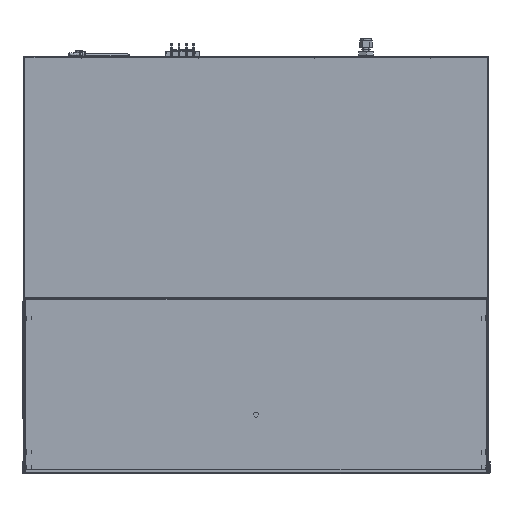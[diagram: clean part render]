
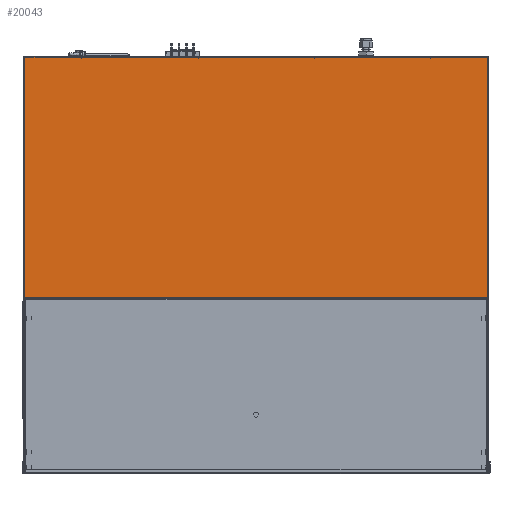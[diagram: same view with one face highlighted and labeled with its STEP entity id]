
A CAD part, front view. The second image highlights one B-rep face of the part: STEP entity #20043.
In plain terms, the highlighted free-form (B-spline) face has degree [1, 1] with [2, 2] control points.
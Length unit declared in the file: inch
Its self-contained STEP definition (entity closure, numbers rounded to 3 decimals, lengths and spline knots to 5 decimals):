
#19839=CARTESIAN_POINT('V770',(-8.03958,-1.65742,
   -12.042));
#19840=VERTEX_POINT('V770',#19839);
#19855=CARTESIAN_POINT('V771',(-8.71158,-1.65742,
   -12.042));
#19856=VERTEX_POINT('V771',#19855);
#19862=CARTESIAN_POINT('E1205',(-8.71158,
   -1.65742,-12.042));
#19863=CARTESIAN_POINT('E1205',(-8.03958,
   -1.65742,-12.042));
#19864=QUASI_UNIFORM_CURVE('E1205',1,(#19862,#19863),.POLYLINE_FORM.,
   .F.,.U.);
#19865=EDGE_CURVE('E1205',#19856,#19840,#19864,.T.);
#19875=CARTESIAN_POINT('V769',(-8.03958,-1.65742,
   -24.494));
#19876=VERTEX_POINT('V769',#19875);
#19890=CARTESIAN_POINT('E1204',(-8.03958,
   -1.65742,-12.042));
#19891=CARTESIAN_POINT('E1204',(-8.03958,
   -1.65742,-24.494));
#19892=QUASI_UNIFORM_CURVE('E1204',1,(#19890,#19891),.POLYLINE_FORM.,
   .F.,.U.);
#19893=EDGE_CURVE('E1204',#19840,#19876,#19892,.T.);
#19903=CARTESIAN_POINT('V768',(-31.95558,
   -1.65742,-24.494));
#19904=VERTEX_POINT('V768',#19903);
#19918=CARTESIAN_POINT('E1203',(-8.03958,
   -1.65742,-24.494));
#19919=CARTESIAN_POINT('E1203',(-31.95558,
   -1.65742,-24.494));
#19920=QUASI_UNIFORM_CURVE('E1203',1,(#19918,#19919),.POLYLINE_FORM.,
   .F.,.U.);
#19921=EDGE_CURVE('E1203',#19876,#19904,#19920,.T.);
#19931=CARTESIAN_POINT('V767',(-31.95558,
   -1.65742,-12.042));
#19932=VERTEX_POINT('V767',#19931);
#19946=CARTESIAN_POINT('E1202',(-31.95558,
   -1.65742,-24.494));
#19947=CARTESIAN_POINT('E1202',(-31.95558,
   -1.65742,-12.042));
#19948=QUASI_UNIFORM_CURVE('E1202',1,(#19946,#19947),.POLYLINE_FORM.,
   .F.,.U.);
#19949=EDGE_CURVE('E1202',#19904,#19932,#19948,.T.);
#19961=CARTESIAN_POINT('V766',(-31.28358,
   -1.65742,-12.042));
#19962=VERTEX_POINT('V766',#19961);
#19974=CARTESIAN_POINT('E1201',(-31.95558,
   -1.65742,-12.042));
#19975=CARTESIAN_POINT('E1201',(-31.28358,
   -1.65742,-12.042));
#19976=QUASI_UNIFORM_CURVE('E1201',1,(#19974,#19975),.POLYLINE_FORM.,
   .F.,.U.);
#19977=EDGE_CURVE('E1201',#19932,#19962,#19976,.T.);
#19987=CARTESIAN_POINT('V765',(-31.28358,
   -1.65742,-12.098));
#19988=VERTEX_POINT('V765',#19987);
#20010=CARTESIAN_POINT('E1200',(-31.28358,
   -1.65742,-12.042));
#20011=CARTESIAN_POINT('E1200',(-31.28358,
   -1.65742,-12.098));
#20012=QUASI_UNIFORM_CURVE('E1200',1,(#20010,#20011),.POLYLINE_FORM.,
   .F.,.U.);
#20013=EDGE_CURVE('E1200',#19962,#19988,#20012,.T.);
#20018=CARTESIAN_POINT('F480',(-31.95676,
   -1.65742,-24.49518));
#20019=CARTESIAN_POINT('F480',(-31.95676,
   -1.65742,-12.04082));
#20020=CARTESIAN_POINT('F480',(-8.0384,-1.65742,
   -24.49518));
#20021=CARTESIAN_POINT('F480',(-8.0384,-1.65742,
   -12.04082));
#20022=B_SPLINE_SURFACE_WITH_KNOTS('F480',1,1,((#20018,#20020),(
   #20019,#20021)),.PLANE_SURF.,.F.,.F.,.U.,(2,2),(2,2),(0.0,1.0),
   (0.0,1.92048),.UNSPECIFIED.);
#20023=ORIENTED_EDGE('F528',*,*,#20013,.F.);
#20024=ORIENTED_EDGE('F522',*,*,#19977,.F.);
#20025=ORIENTED_EDGE('F523',*,*,#19949,.F.);
#20026=ORIENTED_EDGE('F524',*,*,#19921,.F.);
#20027=ORIENTED_EDGE('F525',*,*,#19893,.F.);
#20028=ORIENTED_EDGE('F526',*,*,#19865,.F.);
#20029=CARTESIAN_POINT('V764',(-8.71158,-1.65742,
   -12.098));
#20030=VERTEX_POINT('V764',#20029);
#20031=CARTESIAN_POINT('E1206',(-8.71158,
   -1.65742,-12.098));
#20032=CARTESIAN_POINT('E1206',(-8.71158,
   -1.65742,-12.042));
#20033=QUASI_UNIFORM_CURVE('E1206',1,(#20031,#20032),.POLYLINE_FORM.,
   .F.,.U.);
#20034=EDGE_CURVE('E1206',#20030,#19856,#20033,.T.);
#20035=ORIENTED_EDGE('E1206',*,*,#20034,.F.);
#20036=CARTESIAN_POINT('E1199',(-31.28358,
   -1.65742,-12.098));
#20037=CARTESIAN_POINT('E1199',(-8.71158,
   -1.65742,-12.098));
#20038=QUASI_UNIFORM_CURVE('E1199',1,(#20036,#20037),.POLYLINE_FORM.,
   .F.,.U.);
#20039=EDGE_CURVE('E1199',#19988,#20030,#20038,.T.);
#20040=ORIENTED_EDGE('E1199',*,*,#20039,.F.);
#20041=EDGE_LOOP('F480',(#20023,#20024,#20025,#20026,#20027,#20028,
   #20035,#20040));
#20042=FACE_OUTER_BOUND('F480',#20041,.T.);
#20043=ADVANCED_FACE('F480',(#20042),#20022,.F.);
